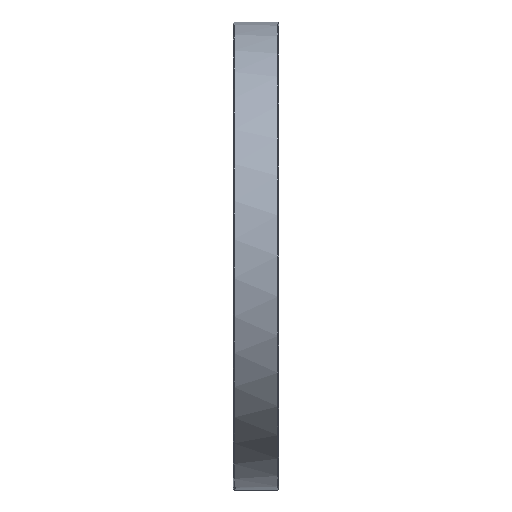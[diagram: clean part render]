
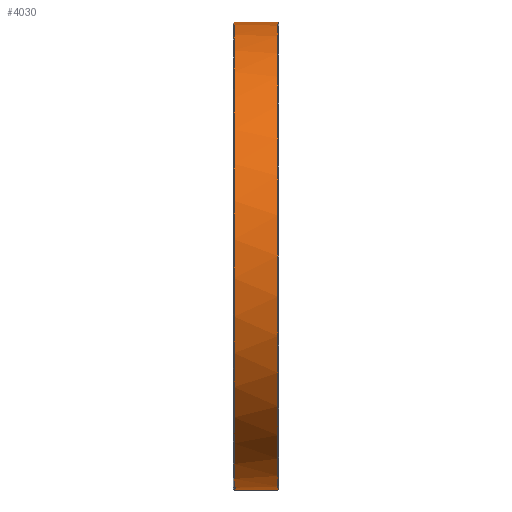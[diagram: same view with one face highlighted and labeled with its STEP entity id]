
A CAD part, left-side view. The second image highlights one B-rep face of the part: STEP entity #4030.
In plain terms, the highlighted cylindrical face has radius 126.6 mm (diameter 253.2 mm), a partial arc.
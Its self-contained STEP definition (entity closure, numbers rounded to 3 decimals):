
#10 = CARTESIAN_POINT ( 'NONE',  ( 0., 24.2, 0. ) ) ;
#187 = CIRCLE ( 'NONE', #534, 126.6 ) ;
#332 = CARTESIAN_POINT ( 'NONE',  ( 0., 24.2, 0. ) ) ;
#346 = CARTESIAN_POINT ( 'NONE',  ( -18.011, 24.2, -125.312 ) ) ;
#425 = DIRECTION ( 'NONE',  ( 0., -1., 0. ) ) ;
#512 = ORIENTED_EDGE ( 'NONE', *, *, #2056, .F. ) ;
#534 = AXIS2_PLACEMENT_3D ( 'NONE', #2122, #1310, #3931 ) ;
#729 = LINE ( 'NONE', #2470, #2908 ) ;
#742 = VECTOR ( 'NONE', #1770, 1000. ) ;
#758 = DIRECTION ( 'NONE',  ( 0., 0., -1. ) ) ;
#780 = CYLINDRICAL_SURFACE ( 'NONE', #2396, 126.6 ) ;
#798 = EDGE_CURVE ( 'NONE', #5577, #5358, #2448, .T. ) ;
#855 = VERTEX_POINT ( 'NONE', #346 ) ;
#879 = DIRECTION ( 'NONE',  ( 0., -1., 0. ) ) ;
#990 = CARTESIAN_POINT ( 'NONE',  ( 0., 24.2, -126.6 ) ) ;
#1041 = CARTESIAN_POINT ( 'NONE',  ( -18.011, 23.3, -125.312 ) ) ;
#1045 = EDGE_CURVE ( 'NONE', #2970, #3720, #1491, .T. ) ;
#1169 = CARTESIAN_POINT ( 'NONE',  ( 0., 0.4, -126.6 ) ) ;
#1265 = DIRECTION ( 'NONE',  ( 0., 1., 0. ) ) ;
#1280 = VECTOR ( 'NONE', #5582, 1000. ) ;
#1310 = DIRECTION ( 'NONE',  ( 0., 1., 0. ) ) ;
#1345 = VECTOR ( 'NONE', #425, 1000. ) ;
#1385 = EDGE_CURVE ( 'NONE', #5358, #5140, #1487, .T. ) ;
#1487 = CIRCLE ( 'NONE', #3697, 126.6 ) ;
#1491 = LINE ( 'NONE', #4522, #742 ) ;
#1759 = EDGE_CURVE ( 'NONE', #855, #5161, #4696, .T. ) ;
#1770 = DIRECTION ( 'NONE',  ( 0., 1., 0. ) ) ;
#1829 = EDGE_CURVE ( 'NONE', #4897, #855, #5593, .T. ) ;
#1994 = DIRECTION ( 'NONE',  ( 0., -1., 0. ) ) ;
#2056 = EDGE_CURVE ( 'NONE', #4897, #5140, #729, .T. ) ;
#2122 = CARTESIAN_POINT ( 'NONE',  ( 0., 23.3, 0. ) ) ;
#2371 = AXIS2_PLACEMENT_3D ( 'NONE', #332, #3382, #758 ) ;
#2396 = AXIS2_PLACEMENT_3D ( 'NONE', #3744, #1994, #5497 ) ;
#2402 = EDGE_CURVE ( 'NONE', #2970, #5161, #187, .T. ) ;
#2448 = LINE ( 'NONE', #4713, #1280 ) ;
#2470 = CARTESIAN_POINT ( 'NONE',  ( 0., -15.022, 126.6 ) ) ;
#2587 = AXIS2_PLACEMENT_3D ( 'NONE', #10, #879, #3502 ) ;
#2908 = VECTOR ( 'NONE', #5102, 1000. ) ;
#2970 = VERTEX_POINT ( 'NONE', #3032 ) ;
#3032 = CARTESIAN_POINT ( 'NONE',  ( -15.036, 23.3, -125.704 ) ) ;
#3241 = FACE_OUTER_BOUND ( 'NONE', #5393, .T. ) ;
#3382 = DIRECTION ( 'NONE',  ( 0., -1., 0. ) ) ;
#3502 = DIRECTION ( 'NONE',  ( 0., 0., -1. ) ) ;
#3509 = ORIENTED_EDGE ( 'NONE', *, *, #1045, .T. ) ;
#3526 = ORIENTED_EDGE ( 'NONE', *, *, #4658, .T. ) ;
#3530 = CARTESIAN_POINT ( 'NONE',  ( -15.036, 24.2, -125.704 ) ) ;
#3697 = AXIS2_PLACEMENT_3D ( 'NONE', #5419, #1265, #4032 ) ;
#3720 = VERTEX_POINT ( 'NONE', #3530 ) ;
#3744 = CARTESIAN_POINT ( 'NONE',  ( 0., -15.022, 0. ) ) ;
#3906 = CARTESIAN_POINT ( 'NONE',  ( -18.011, -15.022, -125.312 ) ) ;
#3931 = DIRECTION ( 'NONE',  ( 0., 0., 1. ) ) ;
#4030 = ADVANCED_FACE ( 'NONE', ( #3241 ), #780, .T. ) ;
#4032 = DIRECTION ( 'NONE',  ( 0., 0., 1. ) ) ;
#4080 = ORIENTED_EDGE ( 'NONE', *, *, #1385, .T. ) ;
#4107 = ORIENTED_EDGE ( 'NONE', *, *, #798, .T. ) ;
#4380 = CIRCLE ( 'NONE', #2371, 126.6 ) ;
#4383 = CARTESIAN_POINT ( 'NONE',  ( 0., 24.2, 126.6 ) ) ;
#4449 = ORIENTED_EDGE ( 'NONE', *, *, #1759, .T. ) ;
#4519 = CARTESIAN_POINT ( 'NONE',  ( 0., 0.4, 126.6 ) ) ;
#4522 = CARTESIAN_POINT ( 'NONE',  ( -15.036, -15.022, -125.704 ) ) ;
#4658 = EDGE_CURVE ( 'NONE', #3720, #5577, #4380, .T. ) ;
#4696 = LINE ( 'NONE', #3906, #1345 ) ;
#4713 = CARTESIAN_POINT ( 'NONE',  ( 0., -15.022, -126.6 ) ) ;
#4882 = ORIENTED_EDGE ( 'NONE', *, *, #2402, .F. ) ;
#4897 = VERTEX_POINT ( 'NONE', #4383 ) ;
#5102 = DIRECTION ( 'NONE',  ( 0., -1., 0. ) ) ;
#5140 = VERTEX_POINT ( 'NONE', #4519 ) ;
#5161 = VERTEX_POINT ( 'NONE', #1041 ) ;
#5358 = VERTEX_POINT ( 'NONE', #1169 ) ;
#5393 = EDGE_LOOP ( 'NONE', ( #512, #5623, #4449, #4882, #3509, #3526, #4107, #4080 ) ) ;
#5419 = CARTESIAN_POINT ( 'NONE',  ( 0., 0.4, 0. ) ) ;
#5497 = DIRECTION ( 'NONE',  ( 0., 0., -1. ) ) ;
#5577 = VERTEX_POINT ( 'NONE', #990 ) ;
#5582 = DIRECTION ( 'NONE',  ( 0., -1., 0. ) ) ;
#5593 = CIRCLE ( 'NONE', #2587, 126.6 ) ;
#5623 = ORIENTED_EDGE ( 'NONE', *, *, #1829, .T. ) ;
